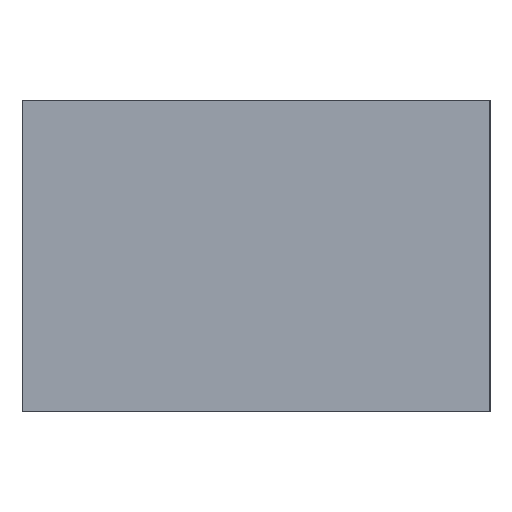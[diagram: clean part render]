
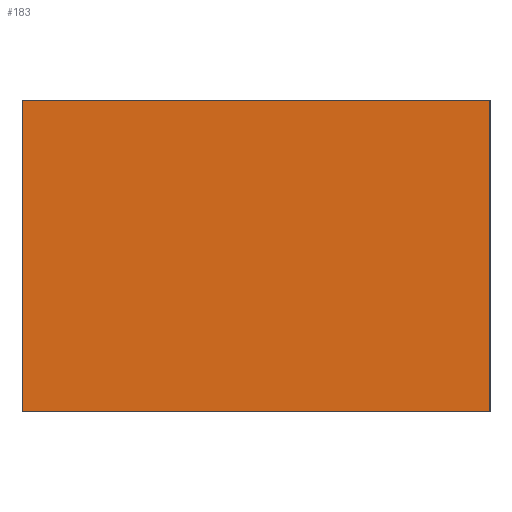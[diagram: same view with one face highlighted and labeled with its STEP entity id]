
A CAD part, left-side view. The second image highlights one B-rep face of the part: STEP entity #183.
In plain terms, the highlighted planar face has unit normal (-1, 0, 0).
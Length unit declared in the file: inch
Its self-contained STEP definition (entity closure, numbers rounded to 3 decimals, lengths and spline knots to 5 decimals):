
#17=FACE_OUTER_BOUND($,#27,.T.);
#27=EDGE_LOOP($,(#137,#138,#139,#140));
#45=LINE($,#275,#69);
#46=LINE($,#278,#70);
#47=LINE($,#280,#71);
#48=LINE($,#281,#72);
#69=VECTOR($,#224,0.12);
#70=VECTOR($,#227,0.18);
#71=VECTOR($,#228,0.18);
#72=VECTOR($,#229,0.12);
#89=VERTEX_POINT($,#271);
#90=VERTEX_POINT($,#273);
#91=VERTEX_POINT($,#277);
#92=VERTEX_POINT($,#279);
#109=EDGE_CURVE($,#89,#90,#45,.T.);
#110=EDGE_CURVE($,#91,#89,#46,.T.);
#111=EDGE_CURVE($,#92,#90,#47,.T.);
#112=EDGE_CURVE($,#91,#92,#48,.T.);
#137=ORIENTED_EDGE($,*,*,#110,.T.);
#138=ORIENTED_EDGE($,*,*,#109,.T.);
#139=ORIENTED_EDGE($,*,*,#111,.F.);
#140=ORIENTED_EDGE($,*,*,#112,.F.);
#173=PLANE($,#196);
#183=ADVANCED_FACE($,(#17),#173,.T.);
#196=AXIS2_PLACEMENT_3D($,#276,#225,#226);
#224=DIRECTION($,(0.,0.,1.));
#225=DIRECTION('center_axis',(-1.,0.,0.));
#226=DIRECTION('ref_axis',(0.,-1.,0.));
#227=DIRECTION($,(0.,-1.,0.));
#228=DIRECTION($,(0.,-1.,0.));
#229=DIRECTION($,(0.,0.,1.));
#271=CARTESIAN_POINT('',(-0.06281,-0.18651,0.));
#273=CARTESIAN_POINT('',(-0.06281,-0.18651,0.12));
#275=CARTESIAN_POINT($,(-0.06281,-0.18651,0.));
#276=CARTESIAN_POINT('Origin',(-0.06281,-0.00651,
0.));
#277=CARTESIAN_POINT('',(-0.06281,-0.00651,0.));
#278=CARTESIAN_POINT($,(-0.06281,-0.00651,0.));
#279=CARTESIAN_POINT('',(-0.06281,-0.00651,0.12));
#280=CARTESIAN_POINT($,(-0.06281,-0.00651,0.12));
#281=CARTESIAN_POINT($,(-0.06281,-0.00651,0.));
